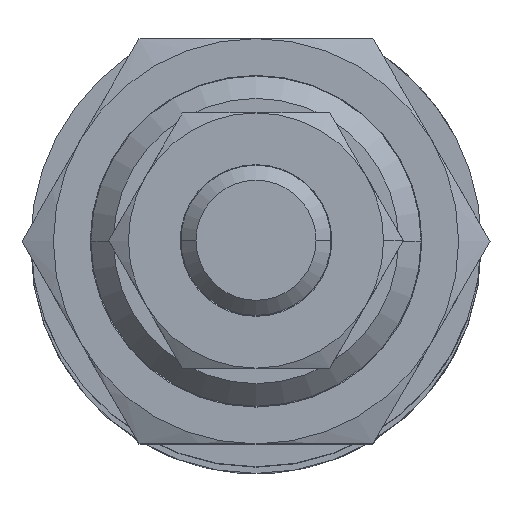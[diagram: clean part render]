
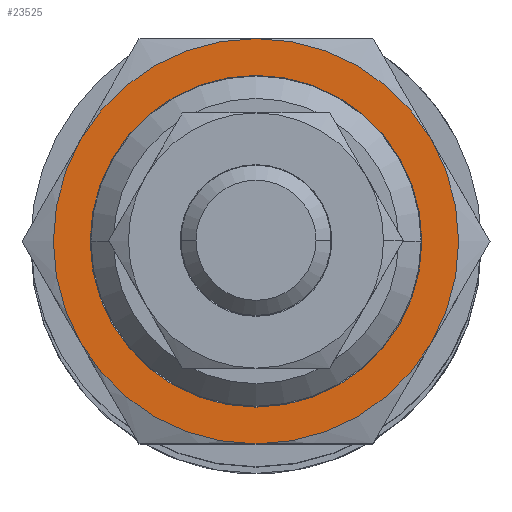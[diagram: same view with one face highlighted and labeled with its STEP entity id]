
A CAD part, top view. The second image highlights one B-rep face of the part: STEP entity #23525.
In plain terms, the highlighted planar face has unit normal (0, 0, 1).
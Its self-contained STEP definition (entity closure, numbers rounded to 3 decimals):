
#94 = CIRCLE ( 'NONE', #7660, 13.5 ) ;
#165 = FACE_OUTER_BOUND ( 'NONE', #3862, .T. ) ;
#385 = VERTEX_POINT ( 'NONE', #23281 ) ;
#462 = AXIS2_PLACEMENT_3D ( 'NONE', #21812, #19588, #2518 ) ;
#950 = EDGE_CURVE ( 'NONE', #8203, #16016, #11796, .T. ) ;
#1898 = CARTESIAN_POINT ( 'NONE',  ( 0., 0., 282. ) ) ;
#2518 = DIRECTION ( 'NONE',  ( 0.866, 0.5, 0. ) ) ;
#2941 = VERTEX_POINT ( 'NONE', #7049 ) ;
#3024 = CARTESIAN_POINT ( 'NONE',  ( 9.57, 5.525, 282. ) ) ;
#3250 = AXIS2_PLACEMENT_3D ( 'NONE', #12763, #5669, #16990 ) ;
#3425 = EDGE_LOOP ( 'NONE', ( #10582, #20324 ) ) ;
#3649 = FACE_BOUND ( 'NONE', #3425, .T. ) ;
#3672 = DIRECTION ( 'NONE',  ( 0.866, 0.5, 0. ) ) ;
#3862 = EDGE_LOOP ( 'NONE', ( #8749, #22968, #6395, #10953, #14703, #21893 ) ) ;
#3935 = EDGE_CURVE ( 'NONE', #2941, #8203, #9175, .T. ) ;
#4130 = CARTESIAN_POINT ( 'NONE',  ( 0., -13.5, 282. ) ) ;
#5669 = DIRECTION ( 'NONE',  ( 0., 0., 1. ) ) ;
#5770 = DIRECTION ( 'NONE',  ( 0., 0., 1. ) ) ;
#6232 = CIRCLE ( 'NONE', #8222, 11.05 ) ;
#6395 = ORIENTED_EDGE ( 'NONE', *, *, #18549, .T. ) ;
#7049 = CARTESIAN_POINT ( 'NONE',  ( -11.691, 6.75, 282. ) ) ;
#7278 = DIRECTION ( 'NONE',  ( 0., 0., 1. ) ) ;
#7287 = DIRECTION ( 'NONE',  ( 0., 0., 1. ) ) ;
#7660 = AXIS2_PLACEMENT_3D ( 'NONE', #21908, #16173, #8712 ) ;
#8153 = AXIS2_PLACEMENT_3D ( 'NONE', #24343, #7287, #20110 ) ;
#8203 = VERTEX_POINT ( 'NONE', #11872 ) ;
#8222 = AXIS2_PLACEMENT_3D ( 'NONE', #1898, #5770, #22583 ) ;
#8483 = VERTEX_POINT ( 'NONE', #3024 ) ;
#8712 = DIRECTION ( 'NONE',  ( 0.866, 0.5, 0. ) ) ;
#8749 = ORIENTED_EDGE ( 'NONE', *, *, #16129, .T. ) ;
#9175 = CIRCLE ( 'NONE', #14731, 13.5 ) ;
#9181 = CARTESIAN_POINT ( 'NONE',  ( 11.691, 6.75, 282. ) ) ;
#9216 = CIRCLE ( 'NONE', #3250, 13.5 ) ;
#9559 = DIRECTION ( 'NONE',  ( 0.866, 0.5, 0. ) ) ;
#10195 = AXIS2_PLACEMENT_3D ( 'NONE', #20736, #24359, #3672 ) ;
#10233 = VERTEX_POINT ( 'NONE', #9181 ) ;
#10582 = ORIENTED_EDGE ( 'NONE', *, *, #23529, .F. ) ;
#10917 = CIRCLE ( 'NONE', #8153, 11.05 ) ;
#10953 = ORIENTED_EDGE ( 'NONE', *, *, #3935, .T. ) ;
#11060 = AXIS2_PLACEMENT_3D ( 'NONE', #20413, #18778, #9559 ) ;
#11059 = CARTESIAN_POINT ( 'NONE',  ( -9.57, -5.525, 282. ) ) ;
#11622 = PLANE ( 'NONE',  #12174 ) ;
#11796 = CIRCLE ( 'NONE', #10195, 13.5 ) ;
#11819 = DIRECTION ( 'NONE',  ( 0.866, 0.5, 0. ) ) ;
#11872 = CARTESIAN_POINT ( 'NONE',  ( -11.691, -6.75, 282. ) ) ;
#12174 = AXIS2_PLACEMENT_3D ( 'NONE', #22953, #7278, #18842 ) ;
#12763 = CARTESIAN_POINT ( 'NONE',  ( 0., 0., 282. ) ) ;
#13411 = EDGE_CURVE ( 'NONE', #10233, #385, #15949, .T. ) ;
#14677 = VERTEX_POINT ( 'NONE', #22066 ) ;
#14703 = ORIENTED_EDGE ( 'NONE', *, *, #950, .T. ) ;
#14731 = AXIS2_PLACEMENT_3D ( 'NONE', #21042, #19417, #11819 ) ;
#15949 = CIRCLE ( 'NONE', #462, 13.5 ) ;
#16016 = VERTEX_POINT ( 'NONE', #4130 ) ;
#16129 = EDGE_CURVE ( 'NONE', #14677, #10233, #23404, .T. ) ;
#16173 = DIRECTION ( 'NONE',  ( 0., 0., 1. ) ) ;
#16990 = DIRECTION ( 'NONE',  ( 0.866, 0.5, 0. ) ) ;
#18549 = EDGE_CURVE ( 'NONE', #385, #2941, #9216, .T. ) ;
#18778 = DIRECTION ( 'NONE',  ( 0., 0., 1. ) ) ;
#18842 = DIRECTION ( 'NONE',  ( 0.866, 0.5, 0. ) ) ;
#19417 = DIRECTION ( 'NONE',  ( 0., 0., 1. ) ) ;
#19588 = DIRECTION ( 'NONE',  ( 0., 0., 1. ) ) ;
#20110 = DIRECTION ( 'NONE',  ( 0.866, 0.5, 0. ) ) ;
#20199 = EDGE_CURVE ( 'NONE', #16016, #14677, #94, .T. ) ;
#20308 = VERTEX_POINT ( 'NONE', #11059 ) ;
#20324 = ORIENTED_EDGE ( 'NONE', *, *, #22091, .F. ) ;
#20413 = CARTESIAN_POINT ( 'NONE',  ( 0., 0., 282. ) ) ;
#20736 = CARTESIAN_POINT ( 'NONE',  ( 0., 0., 282. ) ) ;
#21042 = CARTESIAN_POINT ( 'NONE',  ( 0., 0., 282. ) ) ;
#21812 = CARTESIAN_POINT ( 'NONE',  ( 0., 0., 282. ) ) ;
#21893 = ORIENTED_EDGE ( 'NONE', *, *, #20199, .T. ) ;
#21908 = CARTESIAN_POINT ( 'NONE',  ( 0., 0., 282. ) ) ;
#22066 = CARTESIAN_POINT ( 'NONE',  ( 11.691, -6.75, 282. ) ) ;
#22091 = EDGE_CURVE ( 'NONE', #20308, #8483, #10917, .T. ) ;
#22583 = DIRECTION ( 'NONE',  ( 0.866, 0.5, 0. ) ) ;
#22953 = CARTESIAN_POINT ( 'NONE',  ( 0., 0., 282. ) ) ;
#22968 = ORIENTED_EDGE ( 'NONE', *, *, #13411, .T. ) ;
#23281 = CARTESIAN_POINT ( 'NONE',  ( 0., 13.5, 282. ) ) ;
#23404 = CIRCLE ( 'NONE', #11060, 13.5 ) ;
#23525 = ADVANCED_FACE ( 'NONE', ( #3649, #165 ), #11622, .T. ) ;
#23529 = EDGE_CURVE ( 'NONE', #8483, #20308, #6232, .T. ) ;
#24343 = CARTESIAN_POINT ( 'NONE',  ( 0., 0., 282. ) ) ;
#24359 = DIRECTION ( 'NONE',  ( 0., 0., 1. ) ) ;
